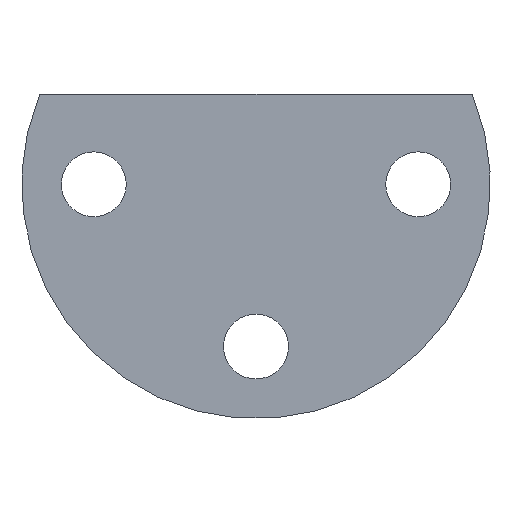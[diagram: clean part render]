
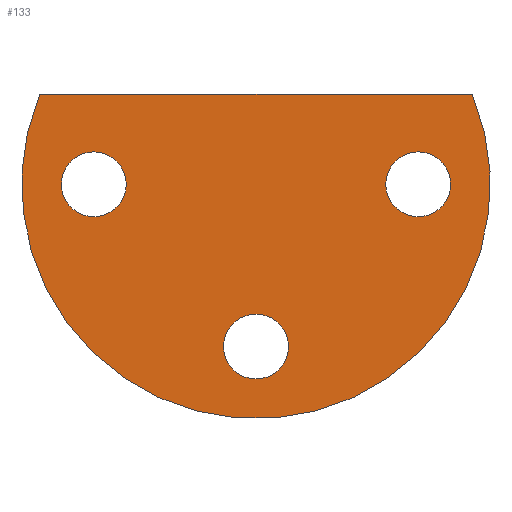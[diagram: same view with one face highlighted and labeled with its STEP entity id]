
A CAD part, left-side view. The second image highlights one B-rep face of the part: STEP entity #133.
In plain terms, the highlighted planar face has unit normal (-1, 0, 0).
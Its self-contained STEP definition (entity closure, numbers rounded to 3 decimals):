
#133 = ADVANCED_FACE( '', ( #277, #278, #279, #280 ), #281, .F. );
#277 = FACE_OUTER_BOUND( '', #461, .T. );
#278 = FACE_BOUND( '', #462, .T. );
#279 = FACE_BOUND( '', #463, .T. );
#280 = FACE_BOUND( '', #464, .T. );
#281 = PLANE( '', #465 );
#461 = EDGE_LOOP( '', ( #687, #688 ) );
#462 = EDGE_LOOP( '', ( #689 ) );
#463 = EDGE_LOOP( '', ( #690 ) );
#464 = EDGE_LOOP( '', ( #691 ) );
#465 = AXIS2_PLACEMENT_3D( '', #692, #693, #694 );
#687 = ORIENTED_EDGE( '', *, *, #1042, .F. );
#688 = ORIENTED_EDGE( '', *, *, #1043, .T. );
#689 = ORIENTED_EDGE( '', *, *, #1044, .F. );
#690 = ORIENTED_EDGE( '', *, *, #1045, .T. );
#691 = ORIENTED_EDGE( '', *, *, #1046, .F. );
#692 = CARTESIAN_POINT( '', ( 0., 0., 0. ) );
#693 = DIRECTION( '', ( 1., 0., 0. ) );
#694 = DIRECTION( '', ( 0., 0., -1. ) );
#1042 = EDGE_CURVE( '', #1221, #1222, #1223, .T. );
#1043 = EDGE_CURVE( '', #1221, #1222, #1224, .T. );
#1044 = EDGE_CURVE( '', #1225, #1225, #1226, .F. );
#1045 = EDGE_CURVE( '', #1227, #1227, #1228, .T. );
#1046 = EDGE_CURVE( '', #1229, #1229, #1230, .T. );
#1221 = VERTEX_POINT( '', #1543 );
#1222 = VERTEX_POINT( '', #1544 );
#1223 = CIRCLE( '', #1545, 32.5 );
#1224 = LINE( '', #1546, #1547 );
#1225 = VERTEX_POINT( '', #1548 );
#1226 = CIRCLE( '', #1549, 4.5 );
#1227 = VERTEX_POINT( '', #1550 );
#1228 = CIRCLE( '', #1551, 4.5 );
#1229 = VERTEX_POINT( '', #1552 );
#1230 = CIRCLE( '', #1553, 4.5 );
#1543 = CARTESIAN_POINT( '', ( 0., -30., 12.5 ) );
#1544 = CARTESIAN_POINT( '', ( 0., 30., 12.5 ) );
#1545 = AXIS2_PLACEMENT_3D( '', #1778, #1779, #1780 );
#1546 = CARTESIAN_POINT( '', ( 0., -34.5, 12.5 ) );
#1547 = VECTOR( '', #1781, 1000. );
#1548 = CARTESIAN_POINT( '', ( 0., 22.5, -4.5 ) );
#1549 = AXIS2_PLACEMENT_3D( '', #1782, #1783, #1784 );
#1550 = CARTESIAN_POINT( '', ( 0., 0., -27. ) );
#1551 = AXIS2_PLACEMENT_3D( '', #1785, #1786, #1787 );
#1552 = CARTESIAN_POINT( '', ( 0., -22.5, 4.5 ) );
#1553 = AXIS2_PLACEMENT_3D( '', #1788, #1789, #1790 );
#1778 = CARTESIAN_POINT( '', ( 0., 0., 0. ) );
#1779 = DIRECTION( '', ( 1., 0., 0. ) );
#1780 = DIRECTION( '', ( 0., 0., -1. ) );
#1781 = DIRECTION( '', ( 0., 1., 0. ) );
#1782 = CARTESIAN_POINT( '', ( 0., 22.5, 0. ) );
#1783 = DIRECTION( '', ( 1., 0., 0. ) );
#1784 = DIRECTION( '', ( 0., 0., -1. ) );
#1785 = CARTESIAN_POINT( '', ( 0., 0., -22.5 ) );
#1786 = DIRECTION( '', ( 1., 0., 0. ) );
#1787 = DIRECTION( '', ( 0., 0., -1. ) );
#1788 = CARTESIAN_POINT( '', ( 0., -22.5, 0. ) );
#1789 = DIRECTION( '', ( -1., 0., 0. ) );
#1790 = DIRECTION( '', ( 0., 0., 1. ) );
